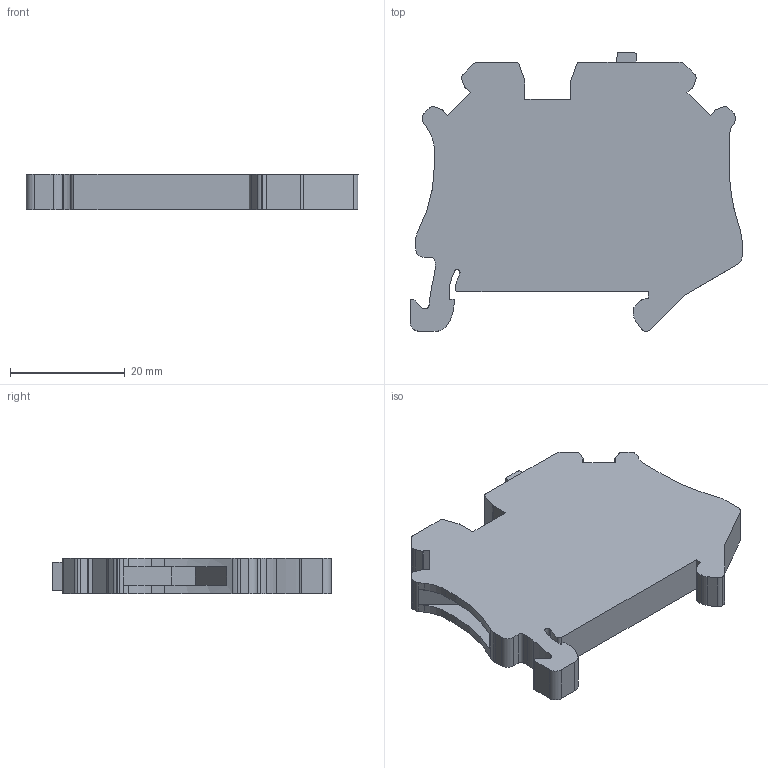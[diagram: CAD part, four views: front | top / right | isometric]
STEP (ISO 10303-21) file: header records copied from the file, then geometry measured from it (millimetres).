
FILE_DESCRIPTION(('OneSpaceDesigner STEP Export'),'2;1');
FILE_NAME('3046139_ut4_mt_select.stp','2004-11-30T11:28:34',(''),(''),'OneSpace Designer STEP processor (Jan. 2003) for AP203(Solid Model)','OneSpace Designer 12.01C 26-Mar-2004 (C) CoCreate Software GmbH','');
FILE_SCHEMA(('CONFIG_CONTROL_DESIGN'));
Length unit declared in the file: millimetre
Products named in the file (2): 3046139_ut4_mt_select
Assembly tree (1 placements, depth 2):
  3046139_ut4_mt_select
    3046139_ut4_mt_select
Bounding box: 57.8 x 48.45 x 6.15 mm (x, y, z)
Volume: 11776.4 mm3; surface area: 6070.3 mm2
Topology: 1 solids, 1 shells, 161 faces, 467 edges, 310 vertices
Faces by surface type: plane 90, cylinder 71
Entity records: 6303 total; most frequent: CARTESIAN_POINT 957, ORIENTED_EDGE 934, DIRECTION 794, EDGE_CURVE 467, VERTEX_POINT 310, VECTOR 304, LINE 304, AXIS2_PLACEMENT_3D 245
